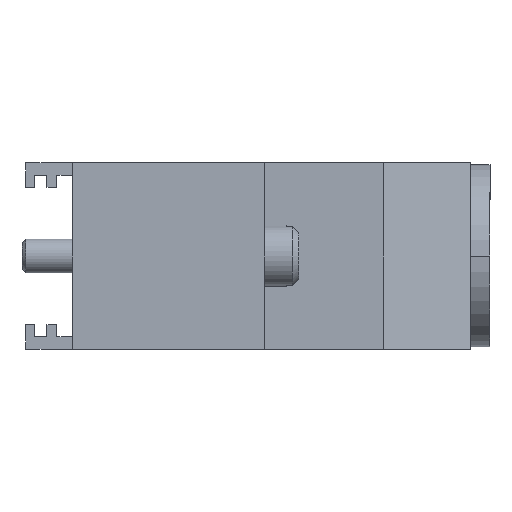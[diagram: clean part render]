
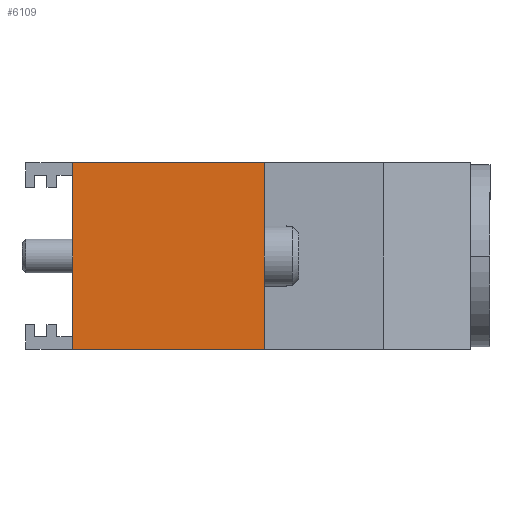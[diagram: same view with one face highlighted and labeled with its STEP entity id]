
A CAD part, left-side view. The second image highlights one B-rep face of the part: STEP entity #6109.
In plain terms, the highlighted planar face has unit normal (-1, 0, 0).
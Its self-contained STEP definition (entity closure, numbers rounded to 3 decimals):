
#6109=ADVANCED_FACE('',(#8055),#7263,.T.);
#7263=PLANE('',#26795);
#8055=FACE_OUTER_BOUND('',#9206,.T.);
#9206=EDGE_LOOP('',(#11058,#11059,#11060,#11061));
#11058=ORIENTED_EDGE('',*,*,#18638,.T.);
#11059=ORIENTED_EDGE('',*,*,#18547,.F.);
#11060=ORIENTED_EDGE('',*,*,#19036,.F.);
#11061=ORIENTED_EDGE('',*,*,#19037,.F.);
#16564=VERTEX_POINT('',#33741);
#16565=VERTEX_POINT('',#33743);
#16640=VERTEX_POINT('',#33922);
#16969=VERTEX_POINT('',#34890);
#18547=EDGE_CURVE('',#16564,#16565,#21598,.T.);
#18638=EDGE_CURVE('',#16640,#16565,#21678,.T.);
#19036=EDGE_CURVE('',#16969,#16564,#21989,.T.);
#19037=EDGE_CURVE('',#16640,#16969,#21990,.T.);
#21598=LINE('',#33742,#23450);
#21678=LINE('',#33921,#23530);
#21989=LINE('',#34889,#23855);
#21990=LINE('',#34891,#23856);
#23450=VECTOR('',#28458,1.);
#23530=VECTOR('',#28586,1.);
#23855=VECTOR('',#29113,1.);
#23856=VECTOR('',#29114,1.);
#26795=AXIS2_PLACEMENT_3D('',#34892,#29115,#29116);
#28458=DIRECTION('',(0.,0.,1.));
#28586=DIRECTION('',(0.,1.,0.));
#29113=DIRECTION('',(0.,1.,0.));
#29114=DIRECTION('',(0.,0.,-1.));
#29115=DIRECTION('',(-1.,0.,0.));
#29116=DIRECTION('',(0.,0.,-1.));
#33741=CARTESIAN_POINT('',(-26.,18.022,0.));
#33742=CARTESIAN_POINT('',(-26.,18.022,11.5));
#33743=CARTESIAN_POINT('',(-26.,18.022,15.1));
#33921=CARTESIAN_POINT('',(-26.,3.522,15.1));
#33922=CARTESIAN_POINT('',(-26.,2.522,15.1));
#34889=CARTESIAN_POINT('',(-26.,3.522,0.));
#34890=CARTESIAN_POINT('',(-26.,2.522,0.));
#34891=CARTESIAN_POINT('',(-26.,2.522,11.5));
#34892=CARTESIAN_POINT('',(-26.,3.522,11.5));
